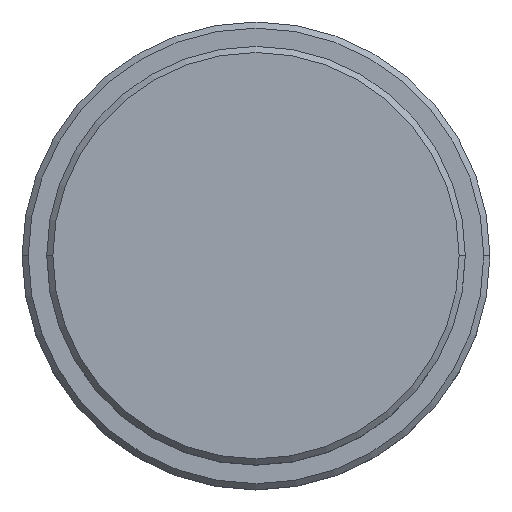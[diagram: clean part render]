
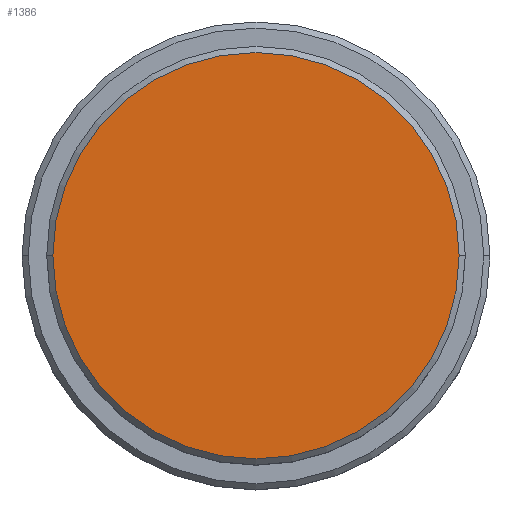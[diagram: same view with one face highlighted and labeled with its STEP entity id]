
A CAD part, top view. The second image highlights one B-rep face of the part: STEP entity #1386.
In plain terms, the highlighted planar face has unit normal (0, 0, 1).
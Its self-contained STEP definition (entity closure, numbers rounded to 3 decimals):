
#39 = CARTESIAN_POINT ( 'NONE',  ( -16.5, 0., 0. ) ) ;
#104 = ORIENTED_EDGE ( 'NONE', *, *, #469, .T. ) ;
#149 = EDGE_LOOP ( 'NONE', ( #104, #289 ) ) ;
#230 = DIRECTION ( 'NONE',  ( 1., 0., 0. ) ) ;
#277 = CARTESIAN_POINT ( 'NONE',  ( 16.5, 0., 0. ) ) ;
#289 = ORIENTED_EDGE ( 'NONE', *, *, #1147, .T. ) ;
#343 = CARTESIAN_POINT ( 'NONE',  ( 0., 0., 0. ) ) ;
#469 = EDGE_CURVE ( 'NONE', #907, #1389, #846, .T. ) ;
#489 = CARTESIAN_POINT ( 'NONE',  ( 0., 0., 0. ) ) ;
#495 = DIRECTION ( 'NONE',  ( 0., 0., 1. ) ) ;
#582 = DIRECTION ( 'NONE',  ( 0., 0., 1. ) ) ;
#593 = PLANE ( 'NONE',  #1132 ) ;
#692 = DIRECTION ( 'NONE',  ( 1., 0., 0. ) ) ;
#824 = CARTESIAN_POINT ( 'NONE',  ( 0., 0., 0. ) ) ;
#846 = CIRCLE ( 'NONE', #1353, 16.5 ) ;
#905 = FACE_OUTER_BOUND ( 'NONE', #149, .T. ) ;
#907 = VERTEX_POINT ( 'NONE', #39 ) ;
#983 = DIRECTION ( 'NONE',  ( 0., 0., 1. ) ) ;
#1132 = AXIS2_PLACEMENT_3D ( 'NONE', #824, #582, #692 ) ;
#1147 = EDGE_CURVE ( 'NONE', #1389, #907, #1155, .T. ) ;
#1155 = CIRCLE ( 'NONE', #1358, 16.5 ) ;
#1244 = DIRECTION ( 'NONE',  ( 1., 0., 0. ) ) ;
#1353 = AXIS2_PLACEMENT_3D ( 'NONE', #489, #495, #1244 ) ;
#1358 = AXIS2_PLACEMENT_3D ( 'NONE', #343, #983, #230 ) ;
#1386 = ADVANCED_FACE ( 'NONE', ( #905 ), #593, .T. ) ;
#1389 = VERTEX_POINT ( 'NONE', #277 ) ;
